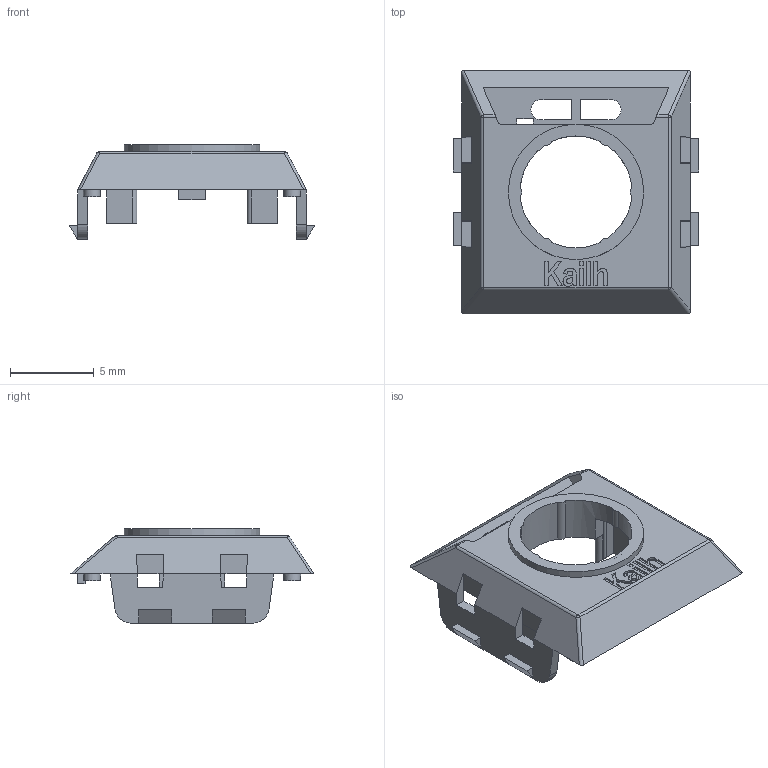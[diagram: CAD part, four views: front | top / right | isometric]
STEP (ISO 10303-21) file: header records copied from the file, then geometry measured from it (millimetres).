
FILE_DESCRIPTION(('FreeCAD Model'),'2;1');
FILE_NAME('Open CASCADE Shape Model','2024-08-12T22:06:02',(''),(''), 'Open CASCADE STEP processor 7.6','FreeCAD','Unknown');
FILE_SCHEMA(('AUTOMOTIVE_DESIGN { 1 0 10303 214 1 1 1 1 }'));
Length unit declared in the file: millimetre
Products named in the file (1): top
Bounding box: 14.7 x 14.6 x 5.65 mm (x, y, z)
Volume: 219.2 mm3; surface area: 759.8 mm2
Topology: 1 solids, 1 shells, 273 faces, 774 edges, 500 vertices
Faces by surface type: plane 160, extrusion 60, cylinder 49, sphere 4
Full cylindrical faces by diameter (mm): 1 x4, 8.1 x1
Entity records: 9009 total; most frequent: CARTESIAN_POINT 2031, ORIENTED_EDGE 1540, DIRECTION 1260, EDGE_CURVE 770, VECTOR 588, LINE 528, VERTEX_POINT 500, AXIS2_PLACEMENT_3D 336
